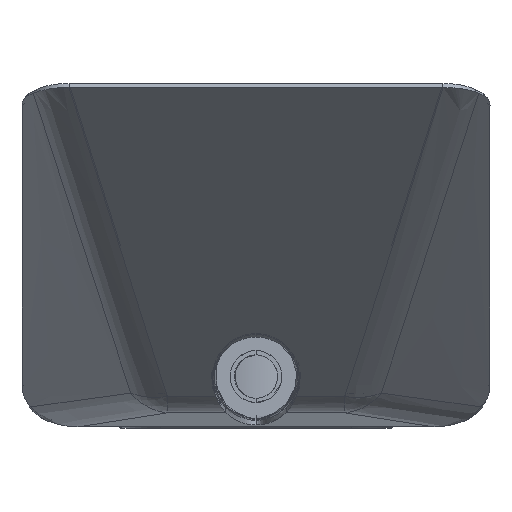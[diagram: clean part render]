
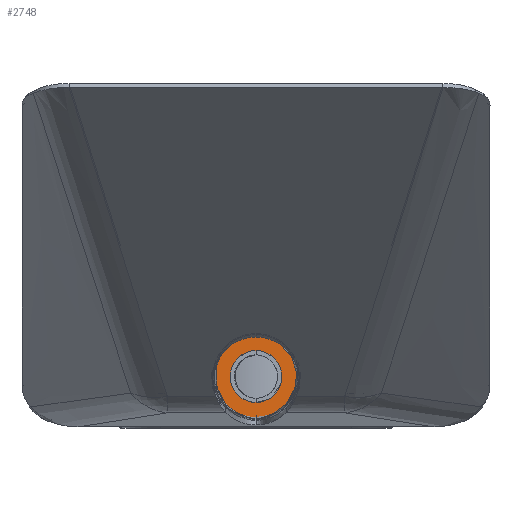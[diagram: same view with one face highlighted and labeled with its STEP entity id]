
A CAD part, front view. The second image highlights one B-rep face of the part: STEP entity #2748.
In plain terms, the highlighted face is planar.
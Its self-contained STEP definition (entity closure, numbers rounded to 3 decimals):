
#1992=CARTESIAN_POINT('Vertex',(0.,148.249,40.802)) ;
#2070=CARTESIAN_POINT('Vertex',(0.,174.888,0.272)) ;
#2074=CARTESIAN_POINT('Control Point',(0.,174.888,0.272)) ;
#2075=CARTESIAN_POINT('Control Point',(-3.881,174.888,0.272)) ;
#2076=CARTESIAN_POINT('Control Point',(-7.762,174.461,0.921)) ;
#2077=CARTESIAN_POINT('Control Point',(-11.425,173.607,2.22)) ;
#2078=CARTESIAN_POINT('Control Point',(-17.979,171.128,5.992)) ;
#2079=CARTESIAN_POINT('Control Point',(-22.232,167.511,11.496)) ;
#2080=CARTESIAN_POINT('Control Point',(-23.656,165.483,14.581)) ;
#2081=CARTESIAN_POINT('Control Point',(-25.005,161.16,21.159)) ;
#2082=CARTESIAN_POINT('Control Point',(-23.302,157.031,27.44)) ;
#2083=CARTESIAN_POINT('Control Point',(-21.676,155.082,30.406)) ;
#2084=CARTESIAN_POINT('Control Point',(-16.965,151.469,35.903)) ;
#2085=CARTESIAN_POINT('Control Point',(-10.548,149.282,39.23)) ;
#2086=CARTESIAN_POINT('Control Point',(-6.91,148.567,40.318)) ;
#2087=CARTESIAN_POINT('Control Point',(-3.35,148.249,40.802)) ;
#2088=CARTESIAN_POINT('Control Point',(0.,148.249,40.802)) ;
#2219=CARTESIAN_POINT('Control Point',(0.,148.249,40.802)) ;
#2220=CARTESIAN_POINT('Control Point',(2.877,148.249,40.802)) ;
#2221=CARTESIAN_POINT('Control Point',(5.909,148.483,40.445)) ;
#2222=CARTESIAN_POINT('Control Point',(9.011,149.003,39.656)) ;
#2223=CARTESIAN_POINT('Control Point',(15.165,150.726,37.033)) ;
#2224=CARTESIAN_POINT('Control Point',(20.191,153.755,32.425)) ;
#2225=CARTESIAN_POINT('Control Point',(22.254,155.627,29.577)) ;
#2226=CARTESIAN_POINT('Control Point',(24.804,159.684,23.404)) ;
#2227=CARTESIAN_POINT('Control Point',(24.267,164.138,16.628)) ;
#2228=CARTESIAN_POINT('Control Point',(23.217,166.254,13.408)) ;
#2229=CARTESIAN_POINT('Control Point',(19.413,170.33,7.207)) ;
#2230=CARTESIAN_POINT('Control Point',(12.773,173.271,2.733)) ;
#2231=CARTESIAN_POINT('Control Point',(8.722,174.349,1.092)) ;
#2232=CARTESIAN_POINT('Control Point',(4.361,174.888,0.272)) ;
#2233=CARTESIAN_POINT('Control Point',(0.,174.888,0.272)) ;
#2689=CARTESIAN_POINT('Vertex',(15.,161.568,20.537)) ;
#2703=CARTESIAN_POINT('Vertex',(-15.,161.568,20.537)) ;
#2706=CARTESIAN_POINT('Axis2P3D Location',(0.,161.568,20.537)) ;
#2723=CARTESIAN_POINT('Axis2P3D Location',(0.,161.568,20.537)) ;
#2735=CARTESIAN_POINT('Axis2P3D Location',(0.,122.254,80.353)) ;
#2707=DIRECTION('Axis2P3D Direction',(0.,0.836,0.549)) ;
#2724=DIRECTION('Axis2P3D Direction',(0.,0.836,0.549)) ;
#2736=DIRECTION('Axis2P3D Direction',(0.,0.836,0.549)) ;
#2737=DIRECTION('Axis2P3D XDirection',(-1.,0.,0.)) ;
#2708=AXIS2_PLACEMENT_3D('Circle Axis2P3D',#2706,#2707,$) ;
#2725=AXIS2_PLACEMENT_3D('Circle Axis2P3D',#2723,#2724,$) ;
#2738=AXIS2_PLACEMENT_3D('Plane Axis2P3D',#2735,#2736,#2737) ;
#2741=ORIENTED_EDGE('',*,*,#2089,.F.) ;
#2742=ORIENTED_EDGE('',*,*,#2234,.F.) ;
#2745=ORIENTED_EDGE('',*,*,#2727,.T.) ;
#2746=ORIENTED_EDGE('',*,*,#2710,.T.) ;
#2747=FACE_BOUND('',#2744,.T.) ;
#2748=ADVANCED_FACE('PartBody',(#2743,#2747),#2739,.F.) ;
#2073=B_SPLINE_CURVE_WITH_KNOTS('',5,(#2074,#2075,#2076,#2077,#2078,#2079,#2080,#2081,#2082,#2083,#2084,#2085,#2086,#2087,#2088),.UNSPECIFIED.,.F.,.U.,(6,3,3,3,6),(0.,24.968,50.653,78.129,110.01),.UNSPECIFIED.) ;
#2218=B_SPLINE_CURVE_WITH_KNOTS('',5,(#2219,#2220,#2221,#2222,#2223,#2224,#2225,#2226,#2227,#2228,#2229,#2230,#2231,#2232,#2233),.UNSPECIFIED.,.F.,.U.,(6,3,3,3,6),(0.,27.38,55.854,81.952,110.01),.UNSPECIFIED.) ;
#2709=CIRCLE('generated circle',#2708,15.) ;
#2726=CIRCLE('generated circle',#2725,15.) ;
#2089=EDGE_CURVE('',#2071,#1993,#2073,.T.) ;
#2234=EDGE_CURVE('',#1993,#2071,#2218,.T.) ;
#2710=EDGE_CURVE('',#2690,#2704,#2709,.T.) ;
#2727=EDGE_CURVE('',#2704,#2690,#2726,.T.) ;
#2740=EDGE_LOOP('',(#2741,#2742)) ;
#2744=EDGE_LOOP('',(#2745,#2746)) ;
#2743=FACE_OUTER_BOUND('',#2740,.T.) ;
#2739=PLANE('',#2738) ;
#1993=VERTEX_POINT('',#1992) ;
#2071=VERTEX_POINT('',#2070) ;
#2690=VERTEX_POINT('',#2689) ;
#2704=VERTEX_POINT('',#2703) ;
